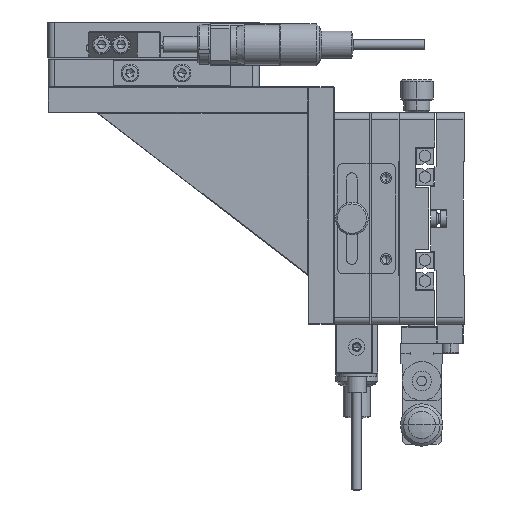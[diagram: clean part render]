
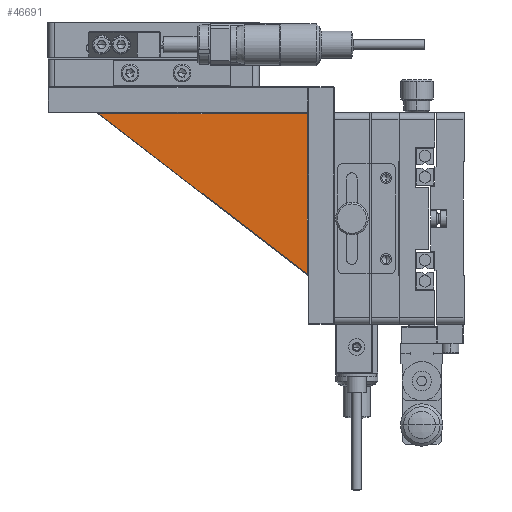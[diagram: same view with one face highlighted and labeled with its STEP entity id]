
A CAD part, left-side view. The second image highlights one B-rep face of the part: STEP entity #46691.
In plain terms, the highlighted planar face has unit normal (-1, 0, 0).
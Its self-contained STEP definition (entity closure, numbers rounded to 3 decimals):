
#1901 = DIRECTION ( 'NONE',  ( 0., 0., 1. ) ) ;
#2205 = CARTESIAN_POINT ( 'NONE',  ( -4., 38.2, 32.3 ) ) ;
#7778 = VERTEX_POINT ( 'NONE', #23681 ) ;
#9545 = EDGE_CURVE ( 'NONE', #7778, #17595, #50290, .T. ) ;
#9548 = LINE ( 'NONE', #39623, #14134 ) ;
#9977 = AXIS2_PLACEMENT_3D ( 'NONE', #38453, #12663, #41972 ) ;
#12663 = DIRECTION ( 'NONE',  ( -1., 0., 0. ) ) ;
#13231 = ORIENTED_EDGE ( 'NONE', *, *, #43419, .T. ) ;
#14134 = VECTOR ( 'NONE', #1901, 1000. ) ;
#14960 = VECTOR ( 'NONE', #47204, 1000. ) ;
#15156 = EDGE_LOOP ( 'NONE', ( #44886, #18541, #13231 ) ) ;
#17595 = VERTEX_POINT ( 'NONE', #32885 ) ;
#18041 = FACE_OUTER_BOUND ( 'NONE', #15156, .T. ) ;
#18541 = ORIENTED_EDGE ( 'NONE', *, *, #33429, .T. ) ;
#23681 = CARTESIAN_POINT ( 'NONE',  ( -4., 102.412, 32.3 ) ) ;
#25719 = PLANE ( 'NONE',  #9977 ) ;
#26260 = VECTOR ( 'NONE', #47931, 1000. ) ;
#28603 = VERTEX_POINT ( 'NONE', #2205 ) ;
#30783 = CARTESIAN_POINT ( 'NONE',  ( -4., 103., 32.3 ) ) ;
#31154 = CARTESIAN_POINT ( 'NONE',  ( -4., 37.878, -17.341 ) ) ;
#32885 = CARTESIAN_POINT ( 'NONE',  ( -4., 38.2, -17.094 ) ) ;
#33429 = EDGE_CURVE ( 'NONE', #17595, #28603, #9548, .T. ) ;
#38453 = CARTESIAN_POINT ( 'NONE',  ( -4., 38., 32.5 ) ) ;
#39623 = CARTESIAN_POINT ( 'NONE',  ( -4., 38.2, 32.5 ) ) ;
#41972 = DIRECTION ( 'NONE',  ( 0., 1., 0. ) ) ;
#43419 = EDGE_CURVE ( 'NONE', #28603, #7778, #46521, .T. ) ;
#44886 = ORIENTED_EDGE ( 'NONE', *, *, #9545, .T. ) ;
#46521 = LINE ( 'NONE', #30783, #26260 ) ;
#46691 = ADVANCED_FACE ( 'NONE', ( #18041 ), #25719, .T. ) ;
#47204 = DIRECTION ( 'NONE',  ( 0., -0.793, -0.61 ) ) ;
#47931 = DIRECTION ( 'NONE',  ( 0., 1., 0. ) ) ;
#50290 = LINE ( 'NONE', #31154, #14960 ) ;
